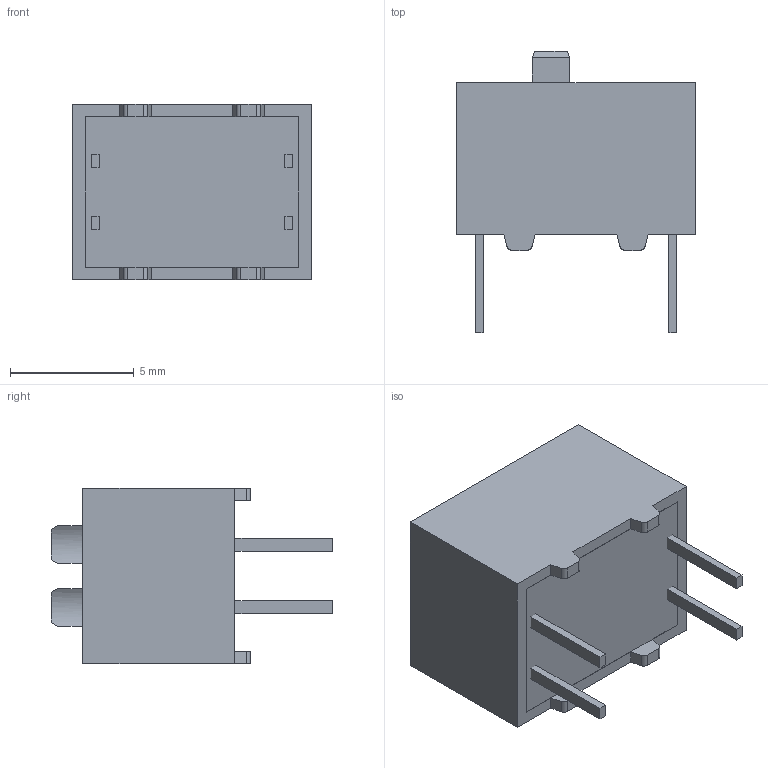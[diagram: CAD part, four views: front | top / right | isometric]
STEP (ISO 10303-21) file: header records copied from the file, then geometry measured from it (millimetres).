
FILE_DESCRIPTION((''),'2;1');
FILE_NAME('78B02','2019-03-13T',('ERENKOR'),(''),'PRO/ENGINEER BY PARAMETRIC TECHNOLOGY CORPORATION, 2016100','PRO/ENGINEER BY PARAMETRIC TECHNOLOGY CORPORATION, 2016100','');
FILE_SCHEMA(('CONFIG_CONTROL_DESIGN'));
Length unit declared in the file: inch
Products named in the file (1): 78B02
Bounding box: 9.65 x 11.38 x 7.11 mm (x, y, z)
Surface area: 484.7 mm2 (no closed solid volume)
Topology: 0 solids, 8 shells, 80 faces, 274 edges, 204 vertices
Faces by surface type: plane 64, cylinder 12, torus 4
Entity records: 3013 total; most frequent: CARTESIAN_POINT 626, DIRECTION 458, ORIENTED_EDGE 456, EDGE_CURVE 274, VECTOR 218, LINE 218, VERTEX_POINT 204, AXIS2_PLACEMENT_3D 120
